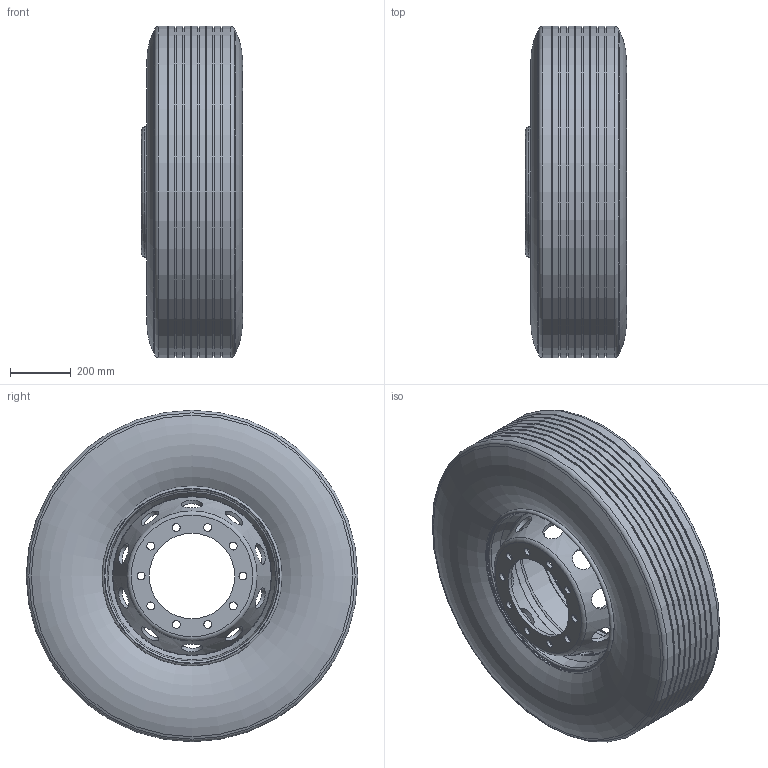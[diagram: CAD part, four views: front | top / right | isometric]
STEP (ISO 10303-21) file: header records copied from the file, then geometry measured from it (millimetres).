
FILE_DESCRIPTION(/* description */ (''),/* implementation_level */ '2;1');
FILE_NAME(/* name */ '315-80R22.5x9 Offset 175.stp',/* time_stamp */ '2019-01-15T09:28:10+00:00',/* author */ ('luislajas'),/* organization */ (''),/* preprocessor_version */ 'ST-DEVELOPER v16.1',/* originating_system */ 'Autodesk Inventor 2016',/* authorisation */ '');
FILE_SCHEMA (('AUTOMOTIVE_DESIGN { 1 0 10303 214 3 1 1 }'));
Length unit declared in the file: millimetre
Products named in the file (1): Roda smart
Bounding box: 332.44 x 1090 x 1090 mm (x, y, z)
Volume: 20677030 mm3; surface area: 6252415.4 mm2
Topology: 1 solids, 4 shells, 128 faces, 260 edges, 162 vertices
Faces by surface type: cylinder 47, plane 30, torus 28, cone 23
Full cylindrical faces by diameter (mm): 26 x10, 70 x10, 281 x1, 495.5 x1, 521.5 x2, 531.5 x1, 551.5 x1, 561.5 x1, 575.5 x2, 1070 x1, 1080 x8, 1090 x9
Entity records: 4173 total; most frequent: CARTESIAN_POINT 1723, DIRECTION 512, EDGE_LOOP 296, ORIENTED_EDGE 296, AXIS2_PLACEMENT_3D 256, FACE_BOUND 168, VERTEX_POINT 147, EDGE_CURVE 147
